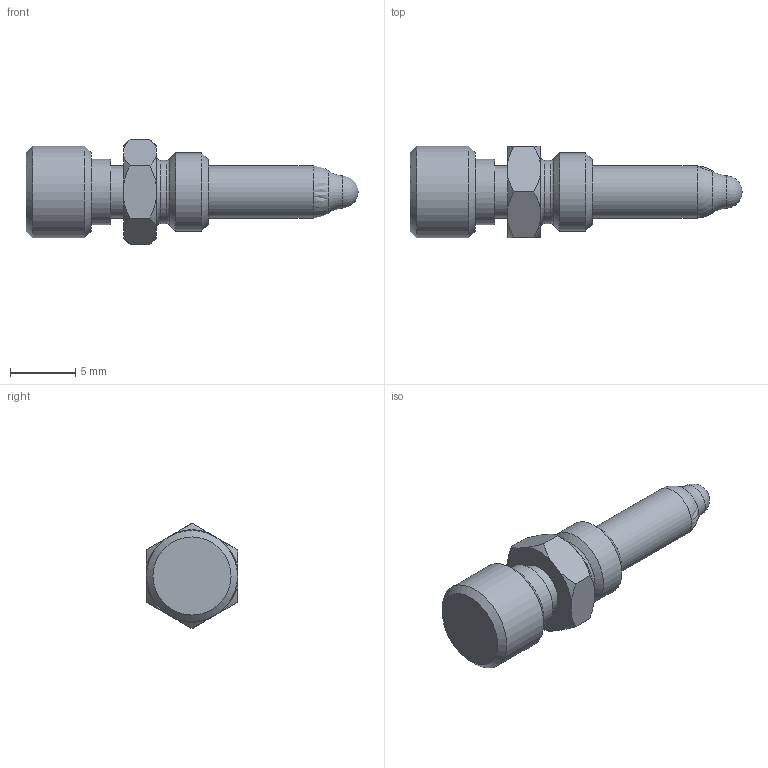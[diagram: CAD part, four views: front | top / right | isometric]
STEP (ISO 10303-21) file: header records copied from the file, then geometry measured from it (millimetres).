
FILE_DESCRIPTION (( 'STEP AP214' ), '1' );
FILE_NAME ('M2,5x0,24-12,5 Z0006879.STEP', '2018-01-12T10:31:32', ( 'admin' ), ( 'Hewlett-Packard Company' ), 'SwSTEP 2.0', 'SolidWorks 2016', '' );
FILE_SCHEMA (( 'AUTOMOTIVE_DESIGN' ));
Length unit declared in the file: millimetre
Products named in the file (3): Z0032650~1_M4x0,24-12,5 Z0006879 <standard>; M2,5x0,24-12,5 Z0006879; Z0006869~1_Z0006871
Assembly tree (2 placements, depth 2):
  M2,5x0,24-12,5 Z0006879
    Z0032650~1_M4x0,24-12,5 Z0006879 <standard>
    Z0006869~1_Z0006871
Bounding box: 25.5 x 7 x 8.08 mm (x, y, z)
Volume: 567.9 mm3; surface area: 686.1 mm2
Topology: 2 solids, 2 shells, 40 faces, 93 edges, 59 vertices
Faces by surface type: cone 16, plane 13, cylinder 6, torus 4, sphere 1
Full cylindrical faces by diameter (mm): 3.76 x1, 4 x1, 4.9 x1, 5 x1, 6 x1, 7 x1
Entity records: 1233 total; most frequent: CARTESIAN_POINT 279, DIRECTION 172, ORIENTED_EDGE 148, AXIS2_PLACEMENT_3D 77, EDGE_CURVE 74, EDGE_LOOP 60, VERTEX_POINT 56, FACE_OUTER_BOUND 51
